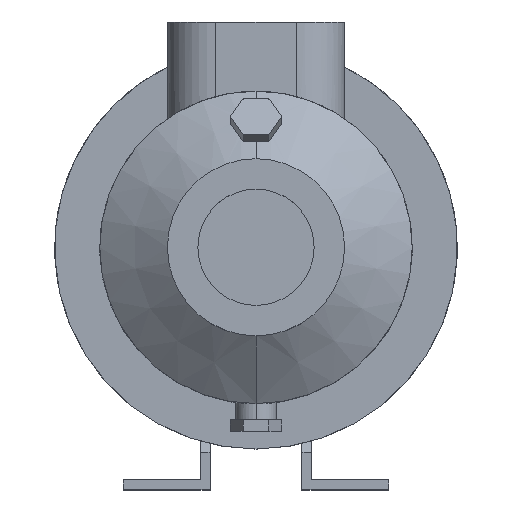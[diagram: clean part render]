
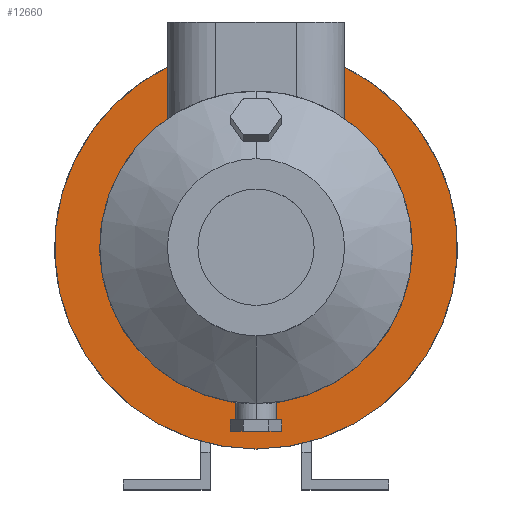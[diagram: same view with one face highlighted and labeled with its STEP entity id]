
A CAD part, top view. The second image highlights one B-rep face of the part: STEP entity #12660.
In plain terms, the highlighted planar face has unit normal (0, 0, 1).
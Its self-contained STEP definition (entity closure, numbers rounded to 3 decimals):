
#24 = EDGE_CURVE ( 'NONE', #1166, #3944, #10897, .T. ) ;
#898 = EDGE_CURVE ( 'NONE', #3944, #7028, #7401, .T. ) ;
#990 = VECTOR ( 'NONE', #3981, 1000. ) ;
#1105 = LINE ( 'NONE', #4590, #5543 ) ;
#1117 = EDGE_CURVE ( 'NONE', #7028, #9443, #1105, .T. ) ;
#1166 = VERTEX_POINT ( 'NONE', #4393 ) ;
#2049 = ORIENTED_EDGE ( 'NONE', *, *, #12605, .F. ) ;
#2325 = DIRECTION ( 'NONE',  ( 0., 0., -1. ) ) ;
#2850 = DIRECTION ( 'NONE',  ( 0., 0., -1. ) ) ;
#2862 = AXIS2_PLACEMENT_3D ( 'NONE', #10617, #2850, #2916 ) ;
#2916 = DIRECTION ( 'NONE',  ( 0., 1., 0. ) ) ;
#3037 = AXIS2_PLACEMENT_3D ( 'NONE', #11188, #2325, #7361 ) ;
#3380 = DIRECTION ( 'NONE',  ( 0., 1., 0. ) ) ;
#3944 = VERTEX_POINT ( 'NONE', #6386 ) ;
#3981 = DIRECTION ( 'NONE',  ( 0., 1., 0. ) ) ;
#4159 = DIRECTION ( 'NONE',  ( 0., 0., -1. ) ) ;
#4233 = CARTESIAN_POINT ( 'NONE',  ( -55., 79.9, -43. ) ) ;
#4287 = CARTESIAN_POINT ( 'NONE',  ( 0., 97., -43. ) ) ;
#4393 = CARTESIAN_POINT ( 'NONE',  ( 55., 79.9, -43. ) ) ;
#4542 = CARTESIAN_POINT ( 'NONE',  ( 0., -125., -43. ) ) ;
#4590 = CARTESIAN_POINT ( 'NONE',  ( -55., -125.002, -43. ) ) ;
#4787 = ORIENTED_EDGE ( 'NONE', *, *, #1117, .T. ) ;
#5323 = ORIENTED_EDGE ( 'NONE', *, *, #24, .T. ) ;
#5543 = VECTOR ( 'NONE', #11386, 1000. ) ;
#5896 = VERTEX_POINT ( 'NONE', #4542 ) ;
#6386 = CARTESIAN_POINT ( 'NONE',  ( 0., -97., -43. ) ) ;
#6438 = CARTESIAN_POINT ( 'NONE',  ( 55., 112.25, -43. ) ) ;
#7028 = VERTEX_POINT ( 'NONE', #4233 ) ;
#7127 = DIRECTION ( 'NONE',  ( 0., 0., 1. ) ) ;
#7361 = DIRECTION ( 'NONE',  ( 0., 1., 0. ) ) ;
#7401 = CIRCLE ( 'NONE', #2862, 97. ) ;
#7721 = EDGE_CURVE ( 'NONE', #1166, #12239, #8769, .T. ) ;
#8365 = EDGE_CURVE ( 'NONE', #5896, #9443, #10504, .T. ) ;
#8486 = ORIENTED_EDGE ( 'NONE', *, *, #7721, .F. ) ;
#8769 = LINE ( 'NONE', #9026, #990 ) ;
#9026 = CARTESIAN_POINT ( 'NONE',  ( 55., -125.002, -43. ) ) ;
#9136 = FACE_OUTER_BOUND ( 'NONE', #11182, .T. ) ;
#9443 = VERTEX_POINT ( 'NONE', #10564 ) ;
#9800 = AXIS2_PLACEMENT_3D ( 'NONE', #4287, #7127, #11077 ) ;
#10022 = ORIENTED_EDGE ( 'NONE', *, *, #8365, .F. ) ;
#10171 = DIRECTION ( 'NONE',  ( 0., 0., -1. ) ) ;
#10229 = PLANE ( 'NONE',  #9800 ) ;
#10504 = CIRCLE ( 'NONE', #12767, 125. ) ;
#10564 = CARTESIAN_POINT ( 'NONE',  ( -55., 112.25, -43. ) ) ;
#10617 = CARTESIAN_POINT ( 'NONE',  ( 0., 0., -43. ) ) ;
#10897 = CIRCLE ( 'NONE', #3037, 97. ) ;
#11034 = CIRCLE ( 'NONE', #11444, 125. ) ;
#11077 = DIRECTION ( 'NONE',  ( 0., -1., 0. ) ) ;
#11080 = CARTESIAN_POINT ( 'NONE',  ( 0., 0., -43. ) ) ;
#11182 = EDGE_LOOP ( 'NONE', ( #2049, #8486, #5323, #11759, #4787, #10022 ) ) ;
#11188 = CARTESIAN_POINT ( 'NONE',  ( 0., 0., -43. ) ) ;
#11386 = DIRECTION ( 'NONE',  ( 0., 1., 0. ) ) ;
#11444 = AXIS2_PLACEMENT_3D ( 'NONE', #12042, #4159, #3380 ) ;
#11759 = ORIENTED_EDGE ( 'NONE', *, *, #898, .T. ) ;
#12042 = CARTESIAN_POINT ( 'NONE',  ( 0., 0., -43. ) ) ;
#12238 = DIRECTION ( 'NONE',  ( 0., 1., 0. ) ) ;
#12239 = VERTEX_POINT ( 'NONE', #6438 ) ;
#12605 = EDGE_CURVE ( 'NONE', #12239, #5896, #11034, .T. ) ;
#12660 = ADVANCED_FACE ( 'NONE', ( #9136 ), #10229, .T. ) ;
#12767 = AXIS2_PLACEMENT_3D ( 'NONE', #11080, #10171, #12238 ) ;
